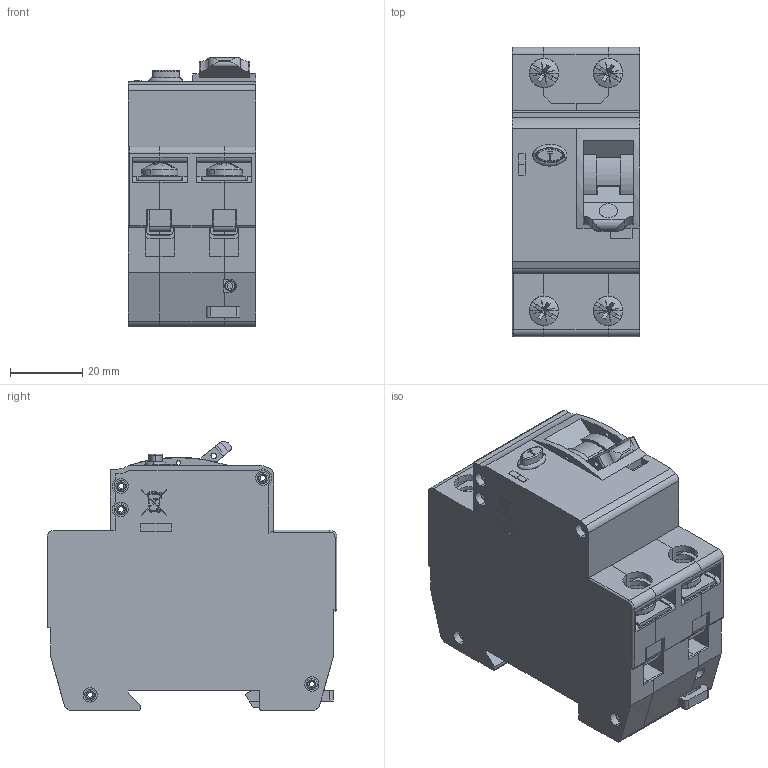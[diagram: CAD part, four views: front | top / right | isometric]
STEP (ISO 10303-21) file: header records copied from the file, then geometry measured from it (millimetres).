
FILE_DESCRIPTION (( 'STEP AP203' ), '1' );
FILE_NAME ('afdd-2-16C-pro.ÃÌ ÓÇÄÏ ñ àâòîìàòè÷åñêèì âûêëþ÷àòåëåì 1P+N 16À (C) 6êÀ EKF PROxima (afdd-2-16C-pro).STEP', '2024-08-08T11:40:07', ( '' ), ( '' ), 'SwSTEP 2.0', 'SolidWorks 2021', '' );
FILE_SCHEMA (( 'CONFIG_CONTROL_DESIGN' ));
Length unit declared in the file: millimetre
Products named in the file (1): afdd-2-16C-pro.ÃÌ ÓÇÄÏ ñ àâòîìàòè÷åñêèì âûêëþ÷àòåëåì 1P+N 16À (C) 6êÀ EKF PROxima (afdd-2-16C-pro)
Bounding box: 35.5 x 80.4 x 74.6 mm (x, y, z)
Volume: 149754.4 mm3; surface area: 38627.6 mm2
Topology: 36 solids, 36 shells, 1560 faces, 3931 edges, 2476 vertices
Faces by surface type: plane 1083, cylinder 362, torus 81, cone 22, bspline 10, sphere 2
Entity records: 47429 total; most frequent: CARTESIAN_POINT 10009, ORIENTED_EDGE 7858, DIRECTION 7543, EDGE_CURVE 3929, VECTOR 2755, LINE 2755, VERTEX_POINT 2476, AXIS2_PLACEMENT_3D 2394
